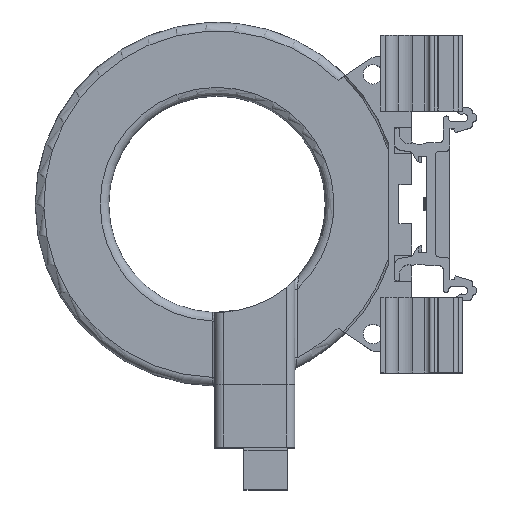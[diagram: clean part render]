
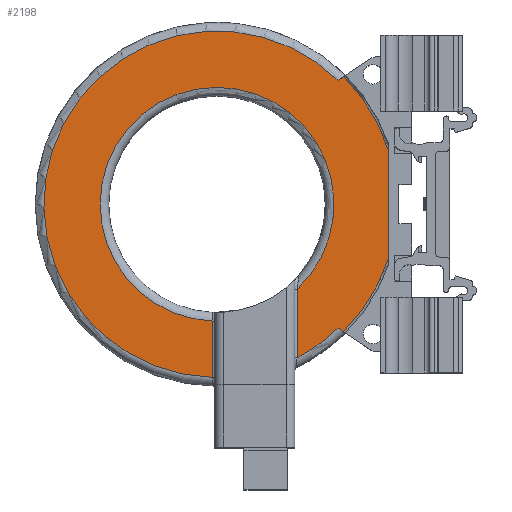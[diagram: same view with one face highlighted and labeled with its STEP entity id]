
A CAD part, top view. The second image highlights one B-rep face of the part: STEP entity #2198.
In plain terms, the highlighted planar face has unit normal (0, 0, 1).
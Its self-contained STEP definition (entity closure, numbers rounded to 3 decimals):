
#65=CARTESIAN_POINT('',(-46.,-26.981,21.));
#67=CARTESIAN_POINT('',(-45.,0.,21.));
#68=DIRECTION('',(0.,0.,-1.));
#69=DIRECTION('',(-0.037,-0.999,0.));
#70=AXIS2_PLACEMENT_3D('',#67,#68,#69);
#72=CARTESIAN_POINT('',(-26.5,-19.666,21.));
#180=CARTESIAN_POINT('',(-17.05,28.615,21.));
#182=CARTESIAN_POINT('',(-45.,0.,21.));
#183=DIRECTION('',(0.,0.,1.));
#184=DIRECTION('',(0.699,0.715,0.));
#185=AXIS2_PLACEMENT_3D('',#182,#183,#184);
#339=DIRECTION('',(0.831,-0.556,0.));
#340=VECTOR('',#339,1.532);
#341=CARTESIAN_POINT('',(-17.05,-28.615,21.));
#342=LINE('',#341,#340);
#343=DIRECTION('',(0.,1.,0.));
#344=VECTOR('',#343,15.799);
#345=CARTESIAN_POINT('',(-26.5,-35.465,21.));
#346=LINE('',#345,#344);
#347=DIRECTION('',(0.,-1.,0.));
#348=VECTOR('',#347,13.006);
#349=CARTESIAN_POINT('',(-46.,-26.981,21.));
#350=LINE('',#349,#348);
#351=DIRECTION('',(0.831,0.556,0.));
#352=VECTOR('',#351,1.532);
#353=CARTESIAN_POINT('',(-17.05,28.615,21.));
#354=LINE('',#353,#352);
#368=CARTESIAN_POINT('',(-45.,0.,21.));
#369=DIRECTION('',(0.,0.,1.));
#370=DIRECTION('',(0.704,-0.71,0.));
#371=AXIS2_PLACEMENT_3D('',#368,#369,#370);
#413=DIRECTION('',(0.,1.,0.));
#414=VECTOR('',#413,24.827);
#415=CARTESIAN_POINT('',(-5.4,-12.413,21.));
#416=LINE('',#415,#414);
#759=CARTESIAN_POINT('',(-45.,0.,21.));
#760=DIRECTION('',(0.,0.,1.));
#761=DIRECTION('',(0.954,0.299,0.));
#762=AXIS2_PLACEMENT_3D('',#759,#760,#761);
#1089=CARTESIAN_POINT('',(-45.,0.,21.));
#1090=DIRECTION('',(0.,0.,1.));
#1091=DIRECTION('',(0.462,-0.887,0.));
#1092=AXIS2_PLACEMENT_3D('',#1089,#1090,#1091);
#1094=CARTESIAN_POINT('',(-17.05,-28.615,21.));
#1657=VERTEX_POINT('',#180);
#1658=VERTEX_POINT('',#1094);
#1663=CARTESIAN_POINT('',(-15.777,29.466,21.));
#1664=VERTEX_POINT('',#1663);
#1665=CARTESIAN_POINT('',(-15.777,-29.466,21.));
#1666=VERTEX_POINT('',#1665);
#1669=CARTESIAN_POINT('',(-5.4,-12.413,21.));
#1670=VERTEX_POINT('',#1669);
#1673=CARTESIAN_POINT('',(-5.4,12.413,21.));
#1674=VERTEX_POINT('',#1673);
#1695=VERTEX_POINT('',#65);
#1696=CARTESIAN_POINT('',(-46.,-39.987,21.));
#1697=VERTEX_POINT('',#1696);
#1702=VERTEX_POINT('',#72);
#1706=CARTESIAN_POINT('',(-26.5,-35.465,21.));
#1707=VERTEX_POINT('',#1706);
#2174=CARTESIAN_POINT('',(0.,0.,21.));
#2175=DIRECTION('',(0.,0.,1.));
#2176=DIRECTION('',(1.,0.,0.));
#2177=AXIS2_PLACEMENT_3D('',#2174,#2175,#2176);
#2178=PLANE('',#2177);
#2180=ORIENTED_EDGE('',*,*,#2179,.F.);
#2182=ORIENTED_EDGE('',*,*,#2181,.F.);
#2184=ORIENTED_EDGE('',*,*,#2183,.F.);
#2185=ORIENTED_EDGE('',*,*,#2165,.T.);
#2186=ORIENTED_EDGE('',*,*,#1774,.F.);
#2188=ORIENTED_EDGE('',*,*,#2187,.T.);
#2189=ORIENTED_EDGE('',*,*,#1927,.F.);
#2191=ORIENTED_EDGE('',*,*,#2190,.T.);
#2193=ORIENTED_EDGE('',*,*,#2192,.F.);
#2195=ORIENTED_EDGE('',*,*,#2194,.F.);
#2196=EDGE_LOOP('',(#2180,#2182,#2184,#2185,#2186,#2188,#2189,#2191,#2193,
#2195));
#2197=FACE_OUTER_BOUND('',#2196,.F.);
#2198=ADVANCED_FACE('',(#2197),#2178,.T.);
#71=CIRCLE('',#70,27.);
#186=CIRCLE('',#185,40.);
#372=CIRCLE('',#371,41.5);
#763=CIRCLE('',#762,41.5);
#1093=CIRCLE('',#1092,40.);
#1774=EDGE_CURVE('',#1695,#1702,#71,.T.);
#1927=EDGE_CURVE('',#1657,#1697,#186,.T.);
#2165=EDGE_CURVE('',#1707,#1702,#346,.T.);
#2179=EDGE_CURVE('',#1666,#1670,#372,.T.);
#2181=EDGE_CURVE('',#1658,#1666,#342,.T.);
#2183=EDGE_CURVE('',#1707,#1658,#1093,.T.);
#2187=EDGE_CURVE('',#1695,#1697,#350,.T.);
#2190=EDGE_CURVE('',#1657,#1664,#354,.T.);
#2192=EDGE_CURVE('',#1674,#1664,#763,.T.);
#2194=EDGE_CURVE('',#1670,#1674,#416,.T.);
